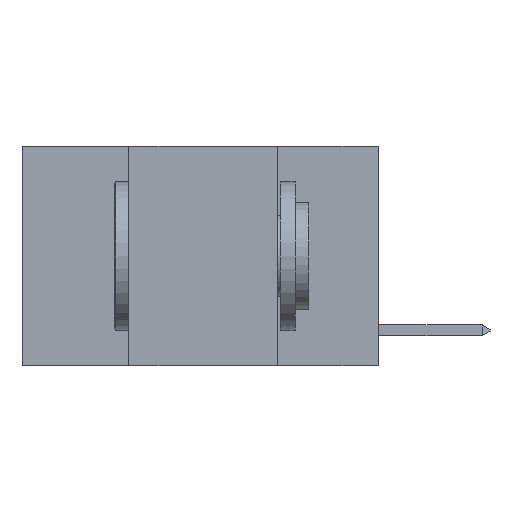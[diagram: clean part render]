
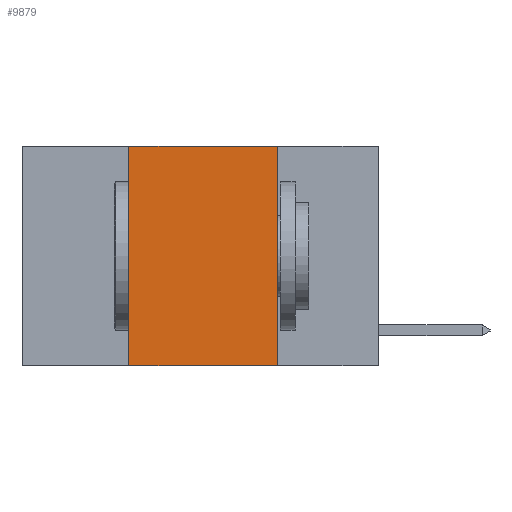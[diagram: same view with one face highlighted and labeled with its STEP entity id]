
A CAD part, left-side view. The second image highlights one B-rep face of the part: STEP entity #9879.
In plain terms, the highlighted planar face has unit normal (-1, 0, 0).
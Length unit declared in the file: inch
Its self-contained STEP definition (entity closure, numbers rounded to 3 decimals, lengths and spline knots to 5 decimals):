
#279 = LINE ( 'NONE', #9675, #7148 ) ;
#323 = CARTESIAN_POINT ( 'NONE',  ( 0., 0.17, 0. ) ) ;
#356 = ORIENTED_EDGE ( 'NONE', *, *, #2985, .F. ) ;
#448 = ORIENTED_EDGE ( 'NONE', *, *, #1405, .F. ) ;
#514 = CARTESIAN_POINT ( 'NONE',  ( 0., 0.42, 0. ) ) ;
#815 = ORIENTED_EDGE ( 'NONE', *, *, #10916, .T. ) ;
#1327 = ORIENTED_EDGE ( 'NONE', *, *, #10270, .F. ) ;
#1405 = EDGE_CURVE ( 'NONE', #2987, #7565, #8433, .T. ) ;
#1823 = VECTOR ( 'NONE', #7551, 39.37008 ) ;
#2985 = EDGE_CURVE ( 'NONE', #7565, #7376, #11598, .T. ) ;
#2987 = VERTEX_POINT ( 'NONE', #6502 ) ;
#3175 = DIRECTION ( 'NONE',  ( 0., -1., 0. ) ) ;
#3197 = CARTESIAN_POINT ( 'NONE',  ( 0., 0.17, -0.37 ) ) ;
#3319 = VERTEX_POINT ( 'NONE', #3197 ) ;
#4936 = CARTESIAN_POINT ( 'NONE',  ( 0., 0.17, 0. ) ) ;
#5464 = DIRECTION ( 'NONE',  ( 0., 0., -1. ) ) ;
#6322 = PLANE ( 'NONE',  #10531 ) ;
#6421 = DIRECTION ( 'NONE',  ( 0., -1., 0. ) ) ;
#6477 = CARTESIAN_POINT ( 'NONE',  ( 0., 0.6, 0. ) ) ;
#6502 = CARTESIAN_POINT ( 'NONE',  ( 0., 0.42, -0.37 ) ) ;
#6751 = FACE_OUTER_BOUND ( 'NONE', #9630, .T. ) ;
#7148 = VECTOR ( 'NONE', #3175, 39.37008 ) ;
#7376 = VERTEX_POINT ( 'NONE', #4936 ) ;
#7404 = VECTOR ( 'NONE', #6421, 39.37008 ) ;
#7475 = CARTESIAN_POINT ( 'NONE',  ( 0., 0.42, 0. ) ) ;
#7551 = DIRECTION ( 'NONE',  ( 0., 0., 1. ) ) ;
#7565 = VERTEX_POINT ( 'NONE', #514 ) ;
#7774 = DIRECTION ( 'NONE',  ( 0., 0., -1. ) ) ;
#8433 = LINE ( 'NONE', #7475, #1823 ) ;
#9630 = EDGE_LOOP ( 'NONE', ( #1327, #356, #448, #815 ) ) ;
#9675 = CARTESIAN_POINT ( 'NONE',  ( 0., 0.6, -0.37 ) ) ;
#9727 = LINE ( 'NONE', #323, #11785 ) ;
#9879 = ADVANCED_FACE ( 'NONE', ( #6751 ), #6322, .F. ) ;
#9930 = CARTESIAN_POINT ( 'NONE',  ( 0., 0.6, 0. ) ) ;
#10270 = EDGE_CURVE ( 'NONE', #7376, #3319, #9727, .T. ) ;
#10531 = AXIS2_PLACEMENT_3D ( 'NONE', #9930, #10844, #5464 ) ;
#10844 = DIRECTION ( 'NONE',  ( 1., 0., 0. ) ) ;
#10916 = EDGE_CURVE ( 'NONE', #2987, #3319, #279, .T. ) ;
#11598 = LINE ( 'NONE', #6477, #7404 ) ;
#11785 = VECTOR ( 'NONE', #7774, 39.37008 ) ;
